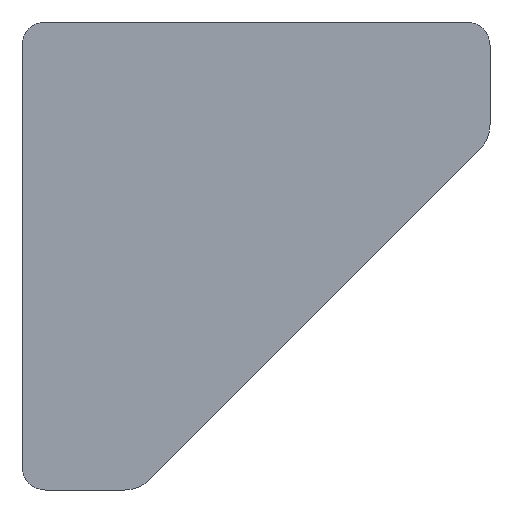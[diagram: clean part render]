
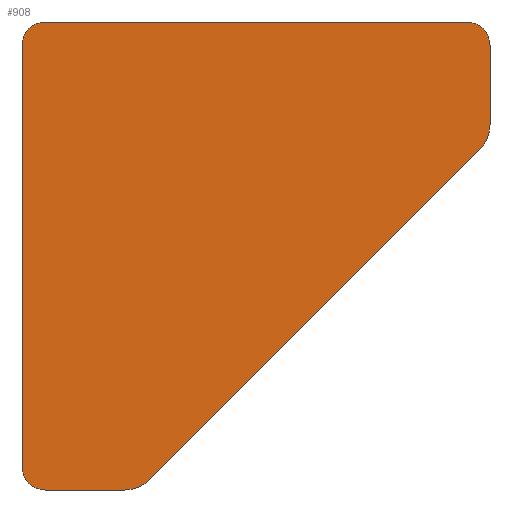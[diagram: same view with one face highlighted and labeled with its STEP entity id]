
A CAD part, front view. The second image highlights one B-rep face of the part: STEP entity #908.
In plain terms, the highlighted planar face has unit normal (0, -1, 0).
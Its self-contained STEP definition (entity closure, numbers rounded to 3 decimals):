
#1 = ORIENTED_EDGE ( 'NONE', *, *, #277, .T. ) ;
#7 = AXIS2_PLACEMENT_3D ( 'NONE', #53, #352, #563 ) ;
#8 = VERTEX_POINT ( 'NONE', #207 ) ;
#10 = CARTESIAN_POINT ( 'NONE',  ( 10.879, -2.5, -39.121 ) ) ;
#11 = VERTEX_POINT ( 'NONE', #803 ) ;
#18 = EDGE_CURVE ( 'NONE', #11, #652, #666, .T. ) ;
#21 = ORIENTED_EDGE ( 'NONE', *, *, #18, .F. ) ;
#30 = CARTESIAN_POINT ( 'NONE',  ( 40., -2.5, 0. ) ) ;
#37 = DIRECTION ( 'NONE',  ( -0.707, 0., -0.707 ) ) ;
#40 = CIRCLE ( 'NONE', #542, 2. ) ;
#52 = CIRCLE ( 'NONE', #7, 3. ) ;
#53 = CARTESIAN_POINT ( 'NONE',  ( 8.757, -2.5, -37. ) ) ;
#54 = CARTESIAN_POINT ( 'NONE',  ( 0., -2.5, -38. ) ) ;
#59 = ORIENTED_EDGE ( 'NONE', *, *, #969, .F. ) ;
#61 = CARTESIAN_POINT ( 'NONE',  ( 0., -2.5, 0. ) ) ;
#64 = CARTESIAN_POINT ( 'NONE',  ( 40., -2.5, -2. ) ) ;
#69 = VERTEX_POINT ( 'NONE', #54 ) ;
#75 = PLANE ( 'NONE',  #191 ) ;
#80 = EDGE_CURVE ( 'NONE', #970, #294, #452, .T. ) ;
#92 = EDGE_CURVE ( 'NONE', #11, #897, #378, .T. ) ;
#93 = VERTEX_POINT ( 'NONE', #387 ) ;
#101 = CARTESIAN_POINT ( 'NONE',  ( 39.121, -2.5, -10.879 ) ) ;
#145 = CARTESIAN_POINT ( 'NONE',  ( 40., -2.5, -8.757 ) ) ;
#182 = ORIENTED_EDGE ( 'NONE', *, *, #958, .T. ) ;
#184 = LINE ( 'NONE', #852, #329 ) ;
#191 = AXIS2_PLACEMENT_3D ( 'NONE', #381, #433, #209 ) ;
#193 = DIRECTION ( 'NONE',  ( 0., 0., -1. ) ) ;
#197 = CARTESIAN_POINT ( 'NONE',  ( 10., -2.5, -40. ) ) ;
#202 = DIRECTION ( 'NONE',  ( 1., 0., 0. ) ) ;
#207 = CARTESIAN_POINT ( 'NONE',  ( 2., -2.5, -40. ) ) ;
#209 = DIRECTION ( 'NONE',  ( 0., 0., 1. ) ) ;
#211 = LINE ( 'NONE', #30, #242 ) ;
#222 = LINE ( 'NONE', #507, #594 ) ;
#235 = CARTESIAN_POINT ( 'NONE',  ( 38., -2.5, -2. ) ) ;
#242 = VECTOR ( 'NONE', #193, 1000. ) ;
#248 = DIRECTION ( 'NONE',  ( 0., -1., 0. ) ) ;
#273 = CARTESIAN_POINT ( 'NONE',  ( 2., -2.5, -2. ) ) ;
#277 = EDGE_CURVE ( 'NONE', #702, #652, #40, .T. ) ;
#284 = ORIENTED_EDGE ( 'NONE', *, *, #80, .T. ) ;
#294 = VERTEX_POINT ( 'NONE', #145 ) ;
#312 = EDGE_LOOP ( 'NONE', ( #466, #779, #612, #284, #324, #1, #21, #472, #59, #182 ) ) ;
#318 = AXIS2_PLACEMENT_3D ( 'NONE', #273, #952, #720 ) ;
#324 = ORIENTED_EDGE ( 'NONE', *, *, #500, .F. ) ;
#329 = VECTOR ( 'NONE', #635, 1000. ) ;
#344 = EDGE_CURVE ( 'NONE', #93, #8, #184, .T. ) ;
#346 = LINE ( 'NONE', #197, #414 ) ;
#352 = DIRECTION ( 'NONE',  ( 0., -1., 0. ) ) ;
#361 = DIRECTION ( 'NONE',  ( 0., 0., 1. ) ) ;
#362 = CARTESIAN_POINT ( 'NONE',  ( 0., -2.5, -2. ) ) ;
#378 = CIRCLE ( 'NONE', #318, 2. ) ;
#381 = CARTESIAN_POINT ( 'NONE',  ( 0., -2.5, 0. ) ) ;
#387 = CARTESIAN_POINT ( 'NONE',  ( 8.757, -2.5, -40. ) ) ;
#410 = VERTEX_POINT ( 'NONE', #10 ) ;
#414 = VECTOR ( 'NONE', #37, 1000. ) ;
#415 = DIRECTION ( 'NONE',  ( 0., -1., 0. ) ) ;
#431 = AXIS2_PLACEMENT_3D ( 'NONE', #580, #586, #894 ) ;
#433 = DIRECTION ( 'NONE',  ( 0., 1., 0. ) ) ;
#452 = CIRCLE ( 'NONE', #964, 3. ) ;
#466 = ORIENTED_EDGE ( 'NONE', *, *, #344, .F. ) ;
#472 = ORIENTED_EDGE ( 'NONE', *, *, #92, .T. ) ;
#500 = EDGE_CURVE ( 'NONE', #702, #294, #211, .T. ) ;
#507 = CARTESIAN_POINT ( 'NONE',  ( 0., -2.5, 0. ) ) ;
#513 = EDGE_CURVE ( 'NONE', #93, #410, #52, .T. ) ;
#542 = AXIS2_PLACEMENT_3D ( 'NONE', #235, #248, #829 ) ;
#563 = DIRECTION ( 'NONE',  ( 0., 0., 1. ) ) ;
#580 = CARTESIAN_POINT ( 'NONE',  ( 2., -2.5, -38. ) ) ;
#586 = DIRECTION ( 'NONE',  ( 0., -1., 0. ) ) ;
#594 = VECTOR ( 'NONE', #824, 1000. ) ;
#612 = ORIENTED_EDGE ( 'NONE', *, *, #815, .F. ) ;
#635 = DIRECTION ( 'NONE',  ( -1., 0., 0. ) ) ;
#652 = VERTEX_POINT ( 'NONE', #753 ) ;
#666 = LINE ( 'NONE', #61, #709 ) ;
#702 = VERTEX_POINT ( 'NONE', #64 ) ;
#709 = VECTOR ( 'NONE', #202, 1000. ) ;
#720 = DIRECTION ( 'NONE',  ( 0., 0., 1. ) ) ;
#753 = CARTESIAN_POINT ( 'NONE',  ( 38., -2.5, 0. ) ) ;
#779 = ORIENTED_EDGE ( 'NONE', *, *, #513, .T. ) ;
#803 = CARTESIAN_POINT ( 'NONE',  ( 2., -2.5, 0. ) ) ;
#815 = EDGE_CURVE ( 'NONE', #970, #410, #346, .T. ) ;
#817 = FACE_OUTER_BOUND ( 'NONE', #312, .T. ) ;
#824 = DIRECTION ( 'NONE',  ( 0., 0., 1. ) ) ;
#829 = DIRECTION ( 'NONE',  ( 0., 0., 1. ) ) ;
#852 = CARTESIAN_POINT ( 'NONE',  ( 0., -2.5, -40. ) ) ;
#874 = CARTESIAN_POINT ( 'NONE',  ( 37., -2.5, -8.757 ) ) ;
#894 = DIRECTION ( 'NONE',  ( 0., 0., 1. ) ) ;
#897 = VERTEX_POINT ( 'NONE', #362 ) ;
#908 = ADVANCED_FACE ( 'NONE', ( #817 ), #75, .F. ) ;
#952 = DIRECTION ( 'NONE',  ( 0., -1., 0. ) ) ;
#958 = EDGE_CURVE ( 'NONE', #69, #8, #961, .T. ) ;
#961 = CIRCLE ( 'NONE', #431, 2. ) ;
#964 = AXIS2_PLACEMENT_3D ( 'NONE', #874, #415, #361 ) ;
#969 = EDGE_CURVE ( 'NONE', #69, #897, #222, .T. ) ;
#970 = VERTEX_POINT ( 'NONE', #101 ) ;
